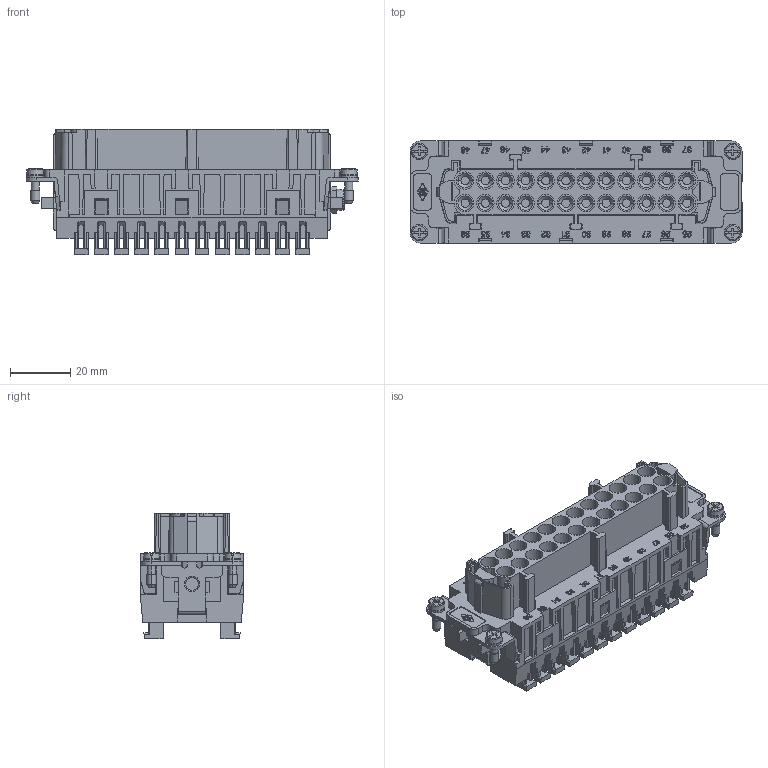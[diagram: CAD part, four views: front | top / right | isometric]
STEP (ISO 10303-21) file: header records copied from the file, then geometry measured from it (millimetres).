
FILE_DESCRIPTION(('Creo Elements/Direct Modeling STEP Export'),'2;1');
FILE_NAME('0ln7uvk4tm7eaj61944','2019-11-12T14:57:20',(''),(''),'Creo Elements/Direct Modeling STEP processor for AP214 (Solid Model)','Creo Elements/Direct Modeling 20.1B 02-Apr-2019 (C) Parametric Technology GmbH','');
FILE_SCHEMA(('AUTOMOTIVE_DESIGN { 1 0 10303 214 1 1 1 1 }'));
Products named in the file (2): CSHF_24_SN
Assembly tree (1 placements, depth 2):
  CSHF_24_SN
    CSHF_24_SN
Bounding box: 110.4 x 34 x 41.7 mm (x, y, z)
Volume: 79455.3 mm3; surface area: 39170.3 mm2
Topology: 1 solids, 1 shells, 2493 faces, 10844 edges, 8528 vertices
Faces by surface type: plane 1751, cylinder 550, cone 114, torus 78
Entity records: 141612 total; most frequent: CARTESIAN_POINT 33284, ORIENTED_EDGE 21696, DIRECTION 15052, EDGE_CURVE 10844, VECTOR 8744, LINE 8744, VERTEX_POINT 8528, AXIS2_PLACEMENT_3D 3154
